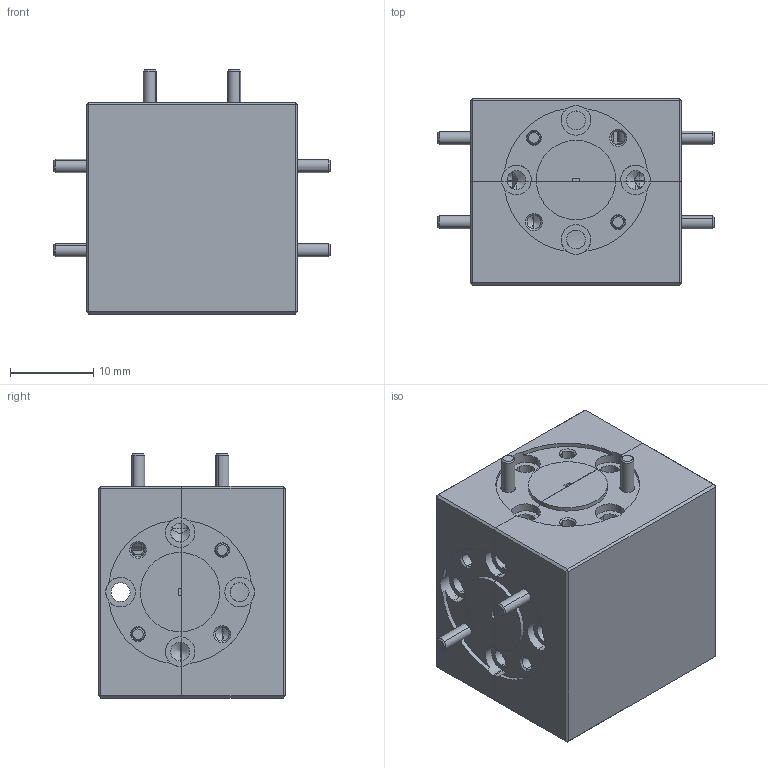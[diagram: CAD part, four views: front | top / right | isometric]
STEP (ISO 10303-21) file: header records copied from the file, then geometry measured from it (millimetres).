
FILE_DESCRIPTION (( 'STEP AP203' ), '1' );
FILE_NAME ('WP-032-A.STEP', '2022-06-02T00:17:13', ( '' ), ( '' ), 'SwSTEP 2.0', 'SolidWorks 2021', '' );
FILE_SCHEMA (( 'CONFIG_CONTROL_DESIGN' ));
Length unit declared in the file: inch
Products named in the file (1): WP-032-A
Bounding box: 33.15 x 22.35 x 29.27 mm (x, y, z)
Volume: 12226.5 mm3; surface area: 7170.8 mm2
Topology: 34 solids, 34 shells, 845 faces, 1850 edges, 1099 vertices
Faces by surface type: plane 319, cone 265, cylinder 261
Entity records: 23450 total; most frequent: CARTESIAN_POINT 4700, DIRECTION 4141, ORIENTED_EDGE 3652, EDGE_CURVE 1826, AXIS2_PLACEMENT_3D 1618, VERTEX_POINT 1099, EDGE_LOOP 925, VECTOR 905
